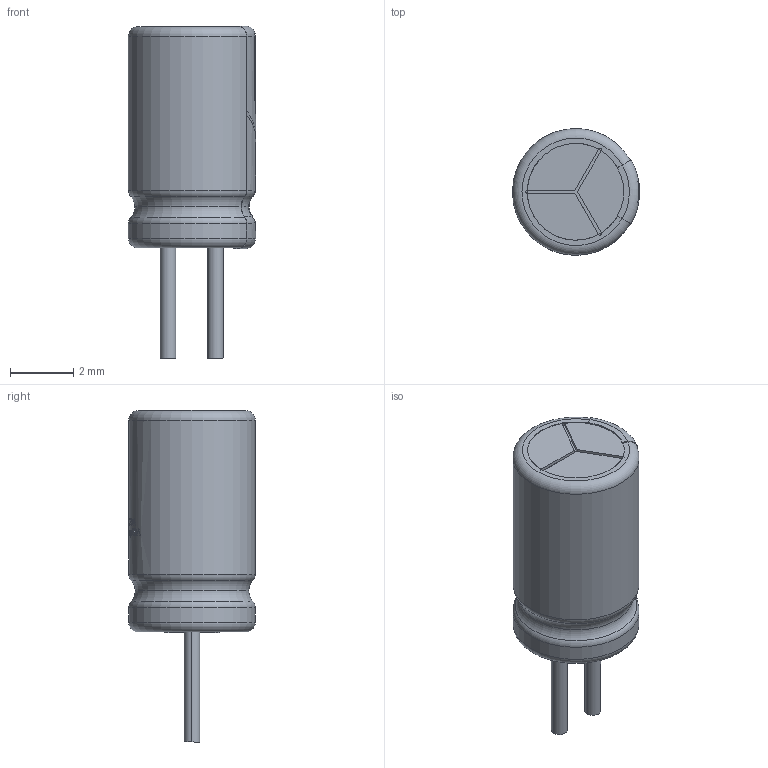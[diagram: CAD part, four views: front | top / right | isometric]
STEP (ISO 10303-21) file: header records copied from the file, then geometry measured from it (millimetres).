
FILE_DESCRIPTION (( 'STEP AP214' ), '1' );
FILE_NAME ('CAP-TH_D4.0-H7.0-P1.5.step', '2022-07-01T07:36:50', ( '' ), ( '' ), 'SwSTEP 2.0', 'SolidWorks 2020', '' );
FILE_SCHEMA (( 'AUTOMOTIVE_DESIGN' ));
Length unit declared in the file: millimetre
Products named in the file (1): CAP-TH_D4.0-H7.0-P1.5
Bounding box: 4.02 x 4 x 10.5 mm (x, y, z)
Volume: 87.5 mm3; surface area: 123.3 mm2
Topology: 1 solids, 1 shells, 298 faces, 817 edges, 542 vertices
Faces by surface type: plane 129, bspline 98, cylinder 42, torus 29
Entity records: 14364 total; most frequent: CARTESIAN_POINT 5019, ORIENTED_EDGE 1634, DIRECTION 885, EDGE_CURVE 817, VERTEX_POINT 542, EDGE_LOOP 319, AXIS2_PLACEMENT_3D 303, FACE_OUTER_BOUND 298
